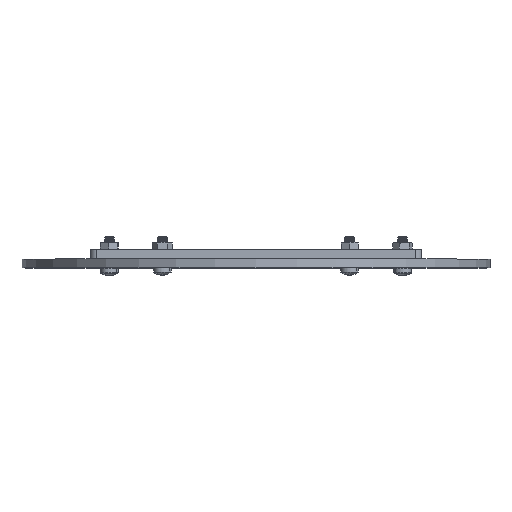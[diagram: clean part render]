
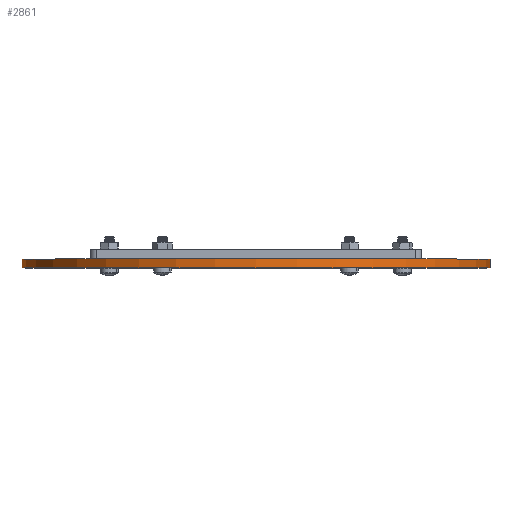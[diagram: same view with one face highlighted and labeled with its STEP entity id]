
A CAD part, top view. The second image highlights one B-rep face of the part: STEP entity #2861.
In plain terms, the highlighted cylindrical face has radius 75 mm (diameter 150 mm), a partial arc.
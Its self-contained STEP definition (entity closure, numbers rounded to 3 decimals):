
#120 = VERTEX_POINT ( 'NONE', #5686 ) ;
#297 = EDGE_CURVE ( 'NONE', #120, #9835, #9358, .T. ) ;
#308 = AXIS2_PLACEMENT_3D ( 'NONE', #6447, #6440, #2969 ) ;
#456 = VERTEX_POINT ( 'NONE', #7813 ) ;
#792 = EDGE_CURVE ( 'NONE', #1806, #9835, #7823, .T. ) ;
#1095 = CARTESIAN_POINT ( 'NONE',  ( 208.137, 74.889, 0. ) ) ;
#1327 = EDGE_CURVE ( 'NONE', #456, #120, #5610, .T. ) ;
#1806 = VERTEX_POINT ( 'NONE', #8941 ) ;
#2081 = AXIS2_PLACEMENT_3D ( 'NONE', #3834, #9710, #4691 ) ;
#2290 = DIRECTION ( 'NONE',  ( -1., 0., 0. ) ) ;
#2361 = DIRECTION ( 'NONE',  ( 0., 0., -1. ) ) ;
#2861 = ADVANCED_FACE ( 'NONE', ( #9917 ), #9903, .T. ) ;
#2874 = CARTESIAN_POINT ( 'NONE',  ( 133.137, 74.889, 2.8 ) ) ;
#2969 = DIRECTION ( 'NONE',  ( 1., 0., 0. ) ) ;
#3834 = CARTESIAN_POINT ( 'NONE',  ( 133.137, 74.889, 2.8 ) ) ;
#4691 = DIRECTION ( 'NONE',  ( 1., 0., 0. ) ) ;
#4894 = CARTESIAN_POINT ( 'NONE',  ( 58.137, 74.889, 2.8 ) ) ;
#4985 = ORIENTED_EDGE ( 'NONE', *, *, #297, .T. ) ;
#5346 = ORIENTED_EDGE ( 'NONE', *, *, #1327, .T. ) ;
#5523 = ORIENTED_EDGE ( 'NONE', *, *, #5784, .F. ) ;
#5556 = VECTOR ( 'NONE', #8111, 1000. ) ;
#5610 = LINE ( 'NONE', #4894, #5556 ) ;
#5686 = CARTESIAN_POINT ( 'NONE',  ( 58.137, 74.889, 0. ) ) ;
#5784 = EDGE_CURVE ( 'NONE', #456, #1806, #10329, .T. ) ;
#6022 = AXIS2_PLACEMENT_3D ( 'NONE', #2874, #2361, #2290 ) ;
#6440 = DIRECTION ( 'NONE',  ( 0., 0., 1. ) ) ;
#6447 = CARTESIAN_POINT ( 'NONE',  ( 133.137, 74.889, 0. ) ) ;
#7690 = VECTOR ( 'NONE', #8623, 1000. ) ;
#7813 = CARTESIAN_POINT ( 'NONE',  ( 58.137, 74.889, 2.8 ) ) ;
#7823 = LINE ( 'NONE', #8647, #7690 ) ;
#8111 = DIRECTION ( 'NONE',  ( 0., 0., -1. ) ) ;
#8484 = EDGE_LOOP ( 'NONE', ( #10596, #5523, #5346, #4985 ) ) ;
#8623 = DIRECTION ( 'NONE',  ( 0., 0., -1. ) ) ;
#8647 = CARTESIAN_POINT ( 'NONE',  ( 208.137, 74.889, 2.8 ) ) ;
#8941 = CARTESIAN_POINT ( 'NONE',  ( 208.137, 74.889, 2.8 ) ) ;
#9358 = CIRCLE ( 'NONE', #308, 75. ) ;
#9710 = DIRECTION ( 'NONE',  ( 0., 0., 1. ) ) ;
#9835 = VERTEX_POINT ( 'NONE', #1095 ) ;
#9903 = CYLINDRICAL_SURFACE ( 'NONE', #6022, 75. ) ;
#9917 = FACE_OUTER_BOUND ( 'NONE', #8484, .T. ) ;
#10329 = CIRCLE ( 'NONE', #2081, 75. ) ;
#10596 = ORIENTED_EDGE ( 'NONE', *, *, #792, .F. ) ;
